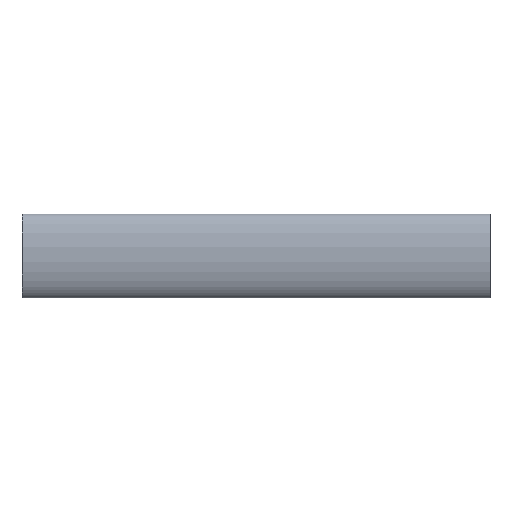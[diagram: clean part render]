
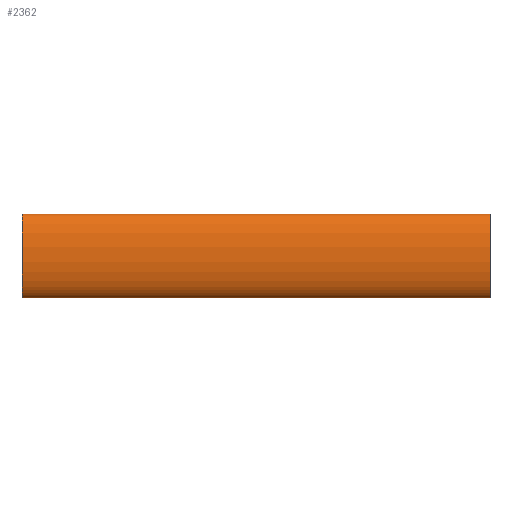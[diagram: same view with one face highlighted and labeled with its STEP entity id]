
A CAD part, left-side view. The second image highlights one B-rep face of the part: STEP entity #2362.
In plain terms, the highlighted free-form (B-spline) face has degree [3, 1] with [4, 2] control points.
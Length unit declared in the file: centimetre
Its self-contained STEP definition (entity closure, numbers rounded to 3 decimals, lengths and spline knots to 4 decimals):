
#2 = CARTESIAN_POINT ( 'NONE',  ( -3.25, 14.5, 1.3 ) ) ;
#38 = CARTESIAN_POINT ( 'NONE',  ( -3.25, 14.5, 1.3 ) ) ;
#85 = CARTESIAN_POINT ( 'NONE',  ( -3.25, 14.5, -1.3 ) ) ;
#165 = VERTEX_POINT ( 'NONE', #1911 ) ;
#231 = CARTESIAN_POINT ( 'NONE',  ( -4.22, 14.5, 1.3 ) ) ;
#288 = VERTEX_POINT ( 'NONE', #2196 ) ;
#310 = DIRECTION ( 'NONE',  ( 0., -1., 0. ) ) ;
#351 = CARTESIAN_POINT ( 'NONE',  ( -3.25, 14.5, 1.3 ) ) ;
#410 = EDGE_CURVE ( 'NONE', #288, #716, #1847, .T. ) ;
#536 = CARTESIAN_POINT ( 'NONE',  ( -3.25, 14.5, -1.3 ) ) ;
#557 = LINE ( 'NONE', #2, #1826 ) ;
#676 = CARTESIAN_POINT ( 'NONE',  ( -3.25, 14.5, -1.3 ) ) ;
#682 = EDGE_CURVE ( 'NONE', #1984, #165, #1943, .T. ) ;
#716 = VERTEX_POINT ( 'NONE', #38 ) ;
#891 = CARTESIAN_POINT ( 'NONE',  ( -3.25, 14.5, 1.3 ) ) ;
#979 = ORIENTED_EDGE ( 'NONE', *, *, #2192, .F. ) ;
#999 =( BOUNDED_SURFACE ( )  B_SPLINE_SURFACE ( 3, 1, ( 
 ( #85, #1609 ),
 ( #1228, #1953 ),
 ( #231, #1639 ),
 ( #891, #1290 ) ),
 .UNSPECIFIED., .F., .F., .F. ) 
 B_SPLINE_SURFACE_WITH_KNOTS ( ( 4, 4 ),
 ( 2, 2 ),
 ( 0., 1. ),
 ( 0., 1. ),
 .UNSPECIFIED. ) 
 GEOMETRIC_REPRESENTATION_ITEM ( )  RATIONAL_B_SPLINE_SURFACE ( (
 ( 1., 1.),
 ( 0.333, 0.333),
 ( 0.333, 0.333),
 ( 1., 1.) ) ) 
 REPRESENTATION_ITEM ( '' )  SURFACE ( )  );
#1000 = CARTESIAN_POINT ( 'NONE',  ( -3.25, 0., -1.3 ) ) ;
#1024 = FACE_OUTER_BOUND ( 'NONE', #1851, .T. ) ;
#1203 = CARTESIAN_POINT ( 'NONE',  ( -4.22, 0., -1.3 ) ) ;
#1228 = CARTESIAN_POINT ( 'NONE',  ( -4.22, 14.5, -1.3 ) ) ;
#1242 = CARTESIAN_POINT ( 'NONE',  ( -3.25, 0., -1.3 ) ) ;
#1290 = CARTESIAN_POINT ( 'NONE',  ( -3.25, 0., 1.3 ) ) ;
#1461 = VECTOR ( 'NONE', #310, 100. ) ;
#1590 = CARTESIAN_POINT ( 'NONE',  ( -3.25, 0., 1.3 ) ) ;
#1609 = CARTESIAN_POINT ( 'NONE',  ( -3.25, 0., -1.3 ) ) ;
#1639 = CARTESIAN_POINT ( 'NONE',  ( -4.22, 0., 1.3 ) ) ;
#1780 = CARTESIAN_POINT ( 'NONE',  ( -4.22, 0., 1.3 ) ) ;
#1826 = VECTOR ( 'NONE', #1928, 100. ) ;
#1827 = LINE ( 'NONE', #676, #1461 ) ;
#1847 =( BOUNDED_CURVE ( )  B_SPLINE_CURVE ( 3, ( #536, #2070, #1884, #351 ),
 .UNSPECIFIED., .F., .F. ) 
 B_SPLINE_CURVE_WITH_KNOTS ( ( 4, 4 ),
 ( 3.1416, 6.2832 ),
 .UNSPECIFIED. ) 
 CURVE ( )  GEOMETRIC_REPRESENTATION_ITEM ( )  RATIONAL_B_SPLINE_CURVE ( ( 1., 0.333, 0.333, 1. ) ) 
 REPRESENTATION_ITEM ( '' )  );
#1851 = EDGE_LOOP ( 'NONE', ( #2289, #2114, #2124, #979 ) ) ;
#1884 = CARTESIAN_POINT ( 'NONE',  ( -4.22, 14.5, 1.3 ) ) ;
#1911 = CARTESIAN_POINT ( 'NONE',  ( -3.25, 0., 1.3 ) ) ;
#1928 = DIRECTION ( 'NONE',  ( 0., -1., 0. ) ) ;
#1943 =( BOUNDED_CURVE ( )  B_SPLINE_CURVE ( 3, ( #1000, #1203, #1780, #1590 ),
 .UNSPECIFIED., .F., .T. ) 
 B_SPLINE_CURVE_WITH_KNOTS ( ( 4, 4 ),
 ( 3.1416, 6.2832 ),
 .UNSPECIFIED. ) 
 CURVE ( )  GEOMETRIC_REPRESENTATION_ITEM ( )  RATIONAL_B_SPLINE_CURVE ( ( 1., 0.333, 0.333, 1. ) ) 
 REPRESENTATION_ITEM ( '' )  );
#1953 = CARTESIAN_POINT ( 'NONE',  ( -4.22, 0., -1.3 ) ) ;
#1984 = VERTEX_POINT ( 'NONE', #1242 ) ;
#2070 = CARTESIAN_POINT ( 'NONE',  ( -4.22, 14.5, -1.3 ) ) ;
#2114 = ORIENTED_EDGE ( 'NONE', *, *, #2444, .T. ) ;
#2124 = ORIENTED_EDGE ( 'NONE', *, *, #682, .T. ) ;
#2192 = EDGE_CURVE ( 'NONE', #716, #165, #557, .T. ) ;
#2196 = CARTESIAN_POINT ( 'NONE',  ( -3.25, 14.5, -1.3 ) ) ;
#2289 = ORIENTED_EDGE ( 'NONE', *, *, #410, .F. ) ;
#2362 = ADVANCED_FACE ( 'NONE', ( #1024 ), #999, .F. ) ;
#2444 = EDGE_CURVE ( 'NONE', #288, #1984, #1827, .T. ) ;
